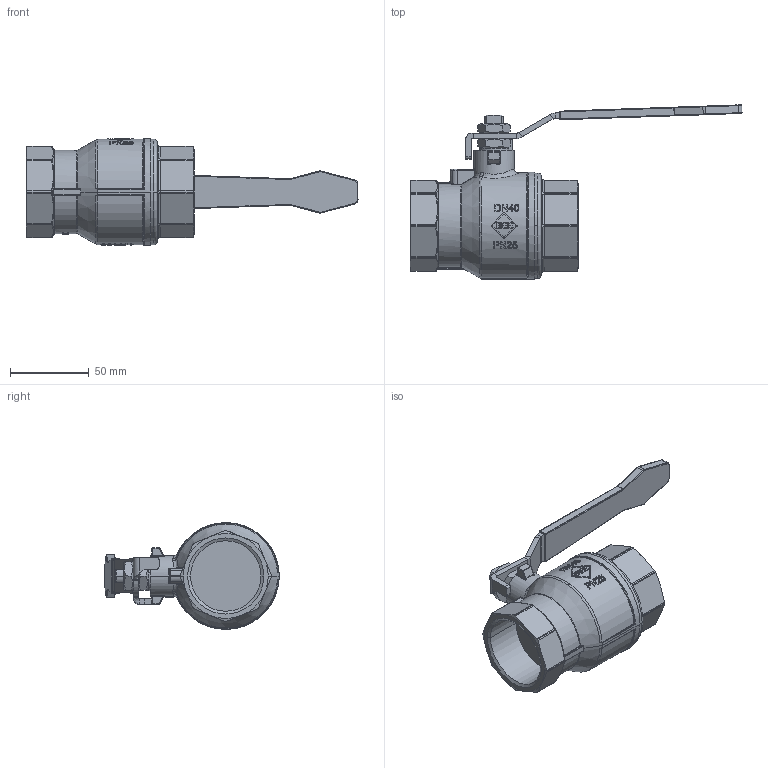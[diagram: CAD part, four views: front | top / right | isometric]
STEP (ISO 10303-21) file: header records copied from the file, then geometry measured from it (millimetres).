
FILE_DESCRIPTION(('STEP AP203'),'1');
FILE_NAME('0020036011040.stp','2025-04-24T13:04:56',('TraceParts'),('TraceParts S.A.'),'Spatial InterOp 3D',' ',' ');
FILE_SCHEMA(('CONFIG_CONTROL_DESIGN'));
Length unit declared in the file: millimetre
Products named in the file (1): 1
Bounding box: 211.4 x 111 x 68 mm (x, y, z)
Volume: 261583.8 mm3; surface area: 45480.4 mm2
Topology: 1 solids, 1 shells, 942 faces, 2403 edges, 1496 vertices
Faces by surface type: plane 307, cylinder 279, bspline 231, torus 56, cone 54, sphere 15
Entity records: 35365 total; most frequent: CARTESIAN_POINT 14006, ORIENTED_EDGE 4766, DIRECTION 4011, EDGE_CURVE 2383, AXIS2_PLACEMENT_3D 1547, VERTEX_POINT 1496, EDGE_LOOP 995, ADVANCED_FACE 942
